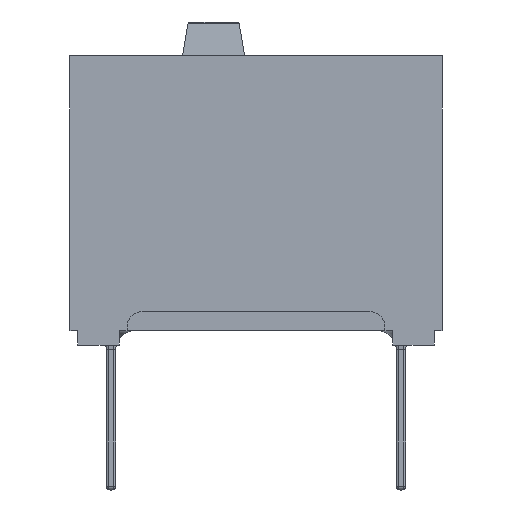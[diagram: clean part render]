
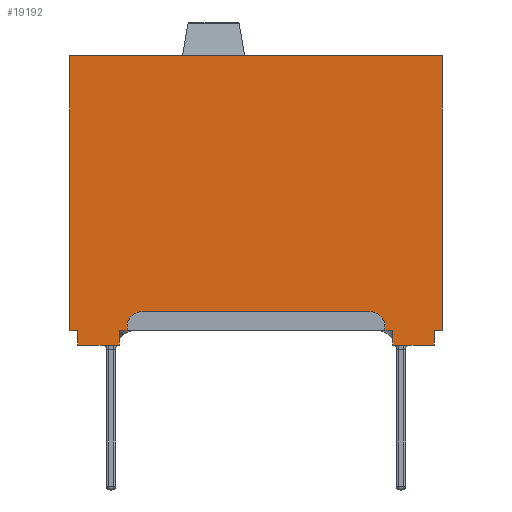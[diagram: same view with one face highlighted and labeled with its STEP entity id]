
A CAD part, front view. The second image highlights one B-rep face of the part: STEP entity #19192.
In plain terms, the highlighted planar face has unit normal (0, -1, 0).
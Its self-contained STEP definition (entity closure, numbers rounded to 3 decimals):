
#399=CIRCLE('',#20368,0.4);
#401=CIRCLE('',#20371,0.4);
#2381=FACE_OUTER_BOUND('',#3537,.T.);
#3537=EDGE_LOOP('',(#16697,#16698,#16699,#16700,#16701,#16702,#16703,#16704,
#16705,#16706,#16707,#16708,#16709,#16710,#16711,#16712,#16713,#16714));
#5028=LINE('',#36645,#6568);
#5035=LINE('',#36660,#6575);
#5041=LINE('',#36671,#6581);
#5049=LINE('',#36701,#6589);
#5052=LINE('',#36707,#6592);
#5056=LINE('',#36716,#6596);
#5058=LINE('',#36720,#6598);
#5065=LINE('',#36732,#6605);
#5066=LINE('',#36734,#6606);
#5089=LINE('',#36781,#6629);
#5096=LINE('',#36793,#6636);
#5097=LINE('',#36795,#6637);
#5105=LINE('',#36810,#6645);
#5106=LINE('',#36815,#6646);
#5107=LINE('',#36817,#6647);
#5108=LINE('',#36818,#6648);
#6568=VECTOR('',#24166,10.);
#6575=VECTOR('',#24177,10.);
#6581=VECTOR('',#24185,10.);
#6589=VECTOR('',#24213,10.);
#6592=VECTOR('',#24218,10.);
#6596=VECTOR('',#24224,10.);
#6598=VECTOR('',#24228,10.);
#6605=VECTOR('',#24239,10.);
#6606=VECTOR('',#24242,10.);
#6629=VECTOR('',#24285,10.);
#6636=VECTOR('',#24296,10.);
#6637=VECTOR('',#24299,10.);
#6645=VECTOR('',#24315,10.);
#6646=VECTOR('',#24322,10.);
#6647=VECTOR('',#24323,10.);
#6648=VECTOR('',#24324,10.);
#8952=VERTEX_POINT('',#36642);
#8953=VERTEX_POINT('',#36644);
#8958=VERTEX_POINT('',#36657);
#8959=VERTEX_POINT('',#36659);
#8963=VERTEX_POINT('',#36669);
#8965=VERTEX_POINT('',#36675);
#8968=VERTEX_POINT('',#36682);
#8969=VERTEX_POINT('',#36684);
#8975=VERTEX_POINT('',#36699);
#8977=VERTEX_POINT('',#36705);
#8980=VERTEX_POINT('',#36713);
#8981=VERTEX_POINT('',#36715);
#8982=VERTEX_POINT('',#36719);
#8985=VERTEX_POINT('',#36730);
#8999=VERTEX_POINT('',#36780);
#9002=VERTEX_POINT('',#36791);
#9006=VERTEX_POINT('',#36814);
#9007=VERTEX_POINT('',#36816);
#11624=EDGE_CURVE('',#8953,#8952,#5028,.T.);
#11631=EDGE_CURVE('',#8959,#8958,#5035,.T.);
#11637=EDGE_CURVE('',#8952,#8963,#5041,.T.);
#11640=EDGE_CURVE('',#8963,#8965,#399,.T.);
#11643=EDGE_CURVE('',#8969,#8968,#401,.T.);
#11651=EDGE_CURVE('',#8968,#8975,#5049,.T.);
#11654=EDGE_CURVE('',#8975,#8977,#5052,.T.);
#11658=EDGE_CURVE('',#8981,#8980,#5056,.T.);
#11660=EDGE_CURVE('',#8953,#8982,#5058,.T.);
#11667=EDGE_CURVE('',#8958,#8985,#5065,.T.);
#11668=EDGE_CURVE('',#8982,#8985,#5066,.T.);
#11692=EDGE_CURVE('',#8981,#8999,#5089,.T.);
#11699=EDGE_CURVE('',#8977,#9002,#5096,.T.);
#11700=EDGE_CURVE('',#8999,#9002,#5097,.T.);
#11708=EDGE_CURVE('',#8965,#8969,#5105,.T.);
#11710=EDGE_CURVE('',#8980,#9006,#5106,.T.);
#11711=EDGE_CURVE('',#9007,#9006,#5107,.T.);
#11712=EDGE_CURVE('',#8959,#9007,#5108,.T.);
#16697=ORIENTED_EDGE('',*,*,#11637,.T.);
#16698=ORIENTED_EDGE('',*,*,#11640,.T.);
#16699=ORIENTED_EDGE('',*,*,#11708,.T.);
#16700=ORIENTED_EDGE('',*,*,#11643,.T.);
#16701=ORIENTED_EDGE('',*,*,#11651,.T.);
#16702=ORIENTED_EDGE('',*,*,#11654,.T.);
#16703=ORIENTED_EDGE('',*,*,#11699,.T.);
#16704=ORIENTED_EDGE('',*,*,#11700,.F.);
#16705=ORIENTED_EDGE('',*,*,#11692,.F.);
#16706=ORIENTED_EDGE('',*,*,#11658,.T.);
#16707=ORIENTED_EDGE('',*,*,#11710,.T.);
#16708=ORIENTED_EDGE('',*,*,#11711,.F.);
#16709=ORIENTED_EDGE('',*,*,#11712,.F.);
#16710=ORIENTED_EDGE('',*,*,#11631,.T.);
#16711=ORIENTED_EDGE('',*,*,#11667,.T.);
#16712=ORIENTED_EDGE('',*,*,#11668,.F.);
#16713=ORIENTED_EDGE('',*,*,#11660,.F.);
#16714=ORIENTED_EDGE('',*,*,#11624,.T.);
#17544=PLANE('',#20401);
#19192=ADVANCED_FACE('',(#2381),#17544,.T.);
#20368=AXIS2_PLACEMENT_3D('',#36677,#24191,#24192);
#20371=AXIS2_PLACEMENT_3D('',#36685,#24198,#24199);
#20401=AXIS2_PLACEMENT_3D('',#36813,#24320,#24321);
#24166=DIRECTION('',(1.,0.,0.));
#24177=DIRECTION('',(1.,0.,0.));
#24185=DIRECTION('',(0.,0.,1.));
#24191=DIRECTION('center_axis',(0.,1.,0.));
#24192=DIRECTION('ref_axis',(0.,0.,1.));
#24198=DIRECTION('center_axis',(0.,1.,0.));
#24199=DIRECTION('ref_axis',(1.,0.,0.));
#24213=DIRECTION('',(0.,0.,-1.));
#24218=DIRECTION('',(1.,0.,0.));
#24224=DIRECTION('',(1.,0.,0.));
#24228=DIRECTION('',(0.,0.,-1.));
#24239=DIRECTION('',(0.,0.,-1.));
#24242=DIRECTION('',(-1.,0.,0.));
#24285=DIRECTION('',(0.,0.,-1.));
#24296=DIRECTION('',(0.,0.,-1.));
#24299=DIRECTION('',(-1.,0.,0.));
#24315=DIRECTION('',(1.,0.,0.));
#24320=DIRECTION('center_axis',(0.,-1.,0.));
#24321=DIRECTION('ref_axis',(1.,0.,0.));
#24322=DIRECTION('',(0.,0.,1.));
#24323=DIRECTION('',(1.,0.,0.));
#24324=DIRECTION('',(0.,0.,1.));
#36642=CARTESIAN_POINT('',(0.42,-20.14,0.53));
#36644=CARTESIAN_POINT('',(0.22,-20.14,0.53));
#36645=CARTESIAN_POINT('',(-1.08,-20.14,0.53));
#36657=CARTESIAN_POINT('',(-0.88,-20.14,0.53));
#36659=CARTESIAN_POINT('',(-1.08,-20.14,0.53));
#36660=CARTESIAN_POINT('',(-1.08,-20.14,0.53));
#36669=CARTESIAN_POINT('',(0.42,-20.14,0.63));
#36671=CARTESIAN_POINT('',(0.42,-20.14,0.53));
#36675=CARTESIAN_POINT('',(0.82,-20.14,1.03));
#36677=CARTESIAN_POINT('Origin',(0.82,-20.14,0.63));
#36682=CARTESIAN_POINT('',(7.2,-20.14,0.63));
#36684=CARTESIAN_POINT('',(6.8,-20.14,1.03));
#36685=CARTESIAN_POINT('Origin',(6.8,-20.14,0.63));
#36699=CARTESIAN_POINT('',(7.2,-20.14,0.53));
#36701=CARTESIAN_POINT('',(7.2,-20.14,0.58));
#36705=CARTESIAN_POINT('',(7.4,-20.14,0.53));
#36707=CARTESIAN_POINT('',(-1.08,-20.14,0.53));
#36713=CARTESIAN_POINT('',(8.7,-20.14,0.53));
#36715=CARTESIAN_POINT('',(8.5,-20.14,0.53));
#36716=CARTESIAN_POINT('',(-1.08,-20.14,0.53));
#36719=CARTESIAN_POINT('',(0.22,-20.14,0.15));
#36720=CARTESIAN_POINT('',(0.22,-20.14,0.53));
#36730=CARTESIAN_POINT('',(-0.88,-20.14,0.15));
#36732=CARTESIAN_POINT('',(-0.88,-20.14,0.53));
#36734=CARTESIAN_POINT('',(-0.88,-20.14,0.15));
#36780=CARTESIAN_POINT('',(8.5,-20.14,0.15));
#36781=CARTESIAN_POINT('',(8.5,-20.14,0.53));
#36791=CARTESIAN_POINT('',(7.4,-20.14,0.15));
#36793=CARTESIAN_POINT('',(7.4,-20.14,0.53));
#36795=CARTESIAN_POINT('',(8.5,-20.14,0.15));
#36810=CARTESIAN_POINT('',(-0.13,-20.14,1.03));
#36813=CARTESIAN_POINT('Origin',(-1.08,-20.14,0.53));
#36814=CARTESIAN_POINT('',(8.7,-20.14,7.75));
#36815=CARTESIAN_POINT('',(8.7,-20.14,0.53));
#36816=CARTESIAN_POINT('',(-1.08,-20.14,7.75));
#36817=CARTESIAN_POINT('',(-1.08,-20.14,7.75));
#36818=CARTESIAN_POINT('',(-1.08,-20.14,0.53));
